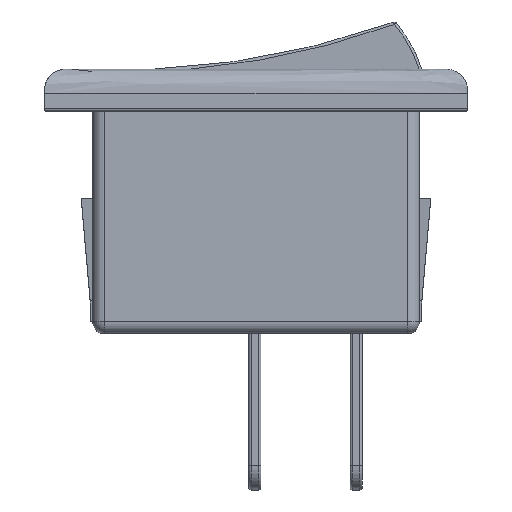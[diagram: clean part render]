
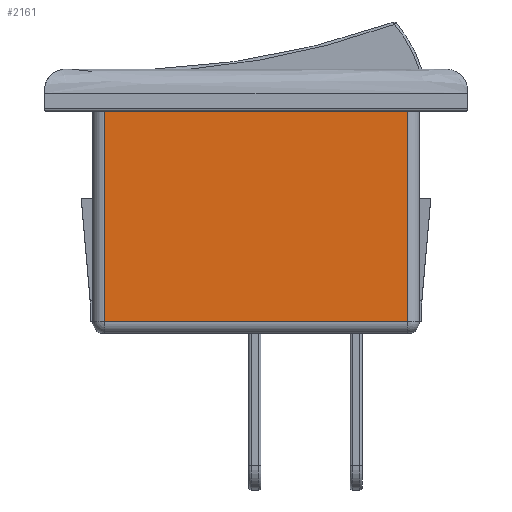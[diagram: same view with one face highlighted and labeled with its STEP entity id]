
A CAD part, top view. The second image highlights one B-rep face of the part: STEP entity #2161.
In plain terms, the highlighted planar face has unit normal (0, 0, 1).
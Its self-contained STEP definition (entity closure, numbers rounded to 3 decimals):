
#444=FACE_OUTER_BOUND('',#579,.T.);
#579=EDGE_LOOP('',(#1977,#1978,#1979,#1980));
#696=LINE('',#3488,#871);
#719=LINE('',#3606,#894);
#720=LINE('',#3608,#895);
#721=LINE('',#3610,#896);
#871=VECTOR('',#2803,10.);
#894=VECTOR('',#2976,10.);
#895=VECTOR('',#2979,10.);
#896=VECTOR('',#2982,10.);
#1061=VERTEX_POINT('',#3485);
#1062=VERTEX_POINT('',#3487);
#1081=VERTEX_POINT('',#3596);
#1082=VERTEX_POINT('',#3600);
#1293=EDGE_CURVE('',#1062,#1061,#696,.T.);
#1353=EDGE_CURVE('',#1062,#1082,#719,.T.);
#1354=EDGE_CURVE('',#1082,#1081,#720,.T.);
#1355=EDGE_CURVE('',#1081,#1061,#721,.T.);
#1977=ORIENTED_EDGE('',*,*,#1353,.F.);
#1978=ORIENTED_EDGE('',*,*,#1293,.T.);
#1979=ORIENTED_EDGE('',*,*,#1355,.F.);
#1980=ORIENTED_EDGE('',*,*,#1354,.F.);
#2034=PLANE('',#2416);
#2161=ADVANCED_FACE('',(#444),#2034,.T.);
#2416=AXIS2_PLACEMENT_3D('',#3830,#3062,#3063);
#2803=DIRECTION('',(-1.,0.,0.));
#2976=DIRECTION('',(0.,-1.,0.));
#2979=DIRECTION('',(-1.,0.,0.));
#2982=DIRECTION('',(0.,1.,0.));
#3062=DIRECTION('center_axis',(0.,0.,1.));
#3063=DIRECTION('ref_axis',(1.,0.,0.));
#3485=CARTESIAN_POINT('',(-6.3,9.25,4.25));
#3487=CARTESIAN_POINT('',(6.3,9.25,4.25));
#3488=CARTESIAN_POINT('',(-3.4,9.25,4.25));
#3596=CARTESIAN_POINT('',(-6.3,0.5,4.25));
#3600=CARTESIAN_POINT('',(6.3,0.5,4.25));
#3606=CARTESIAN_POINT('',(6.3,0.,4.25));
#3608=CARTESIAN_POINT('',(-3.4,0.5,4.25));
#3610=CARTESIAN_POINT('',(-6.3,0.,4.25));
#3830=CARTESIAN_POINT('Origin',(-6.8,0.,4.25));
